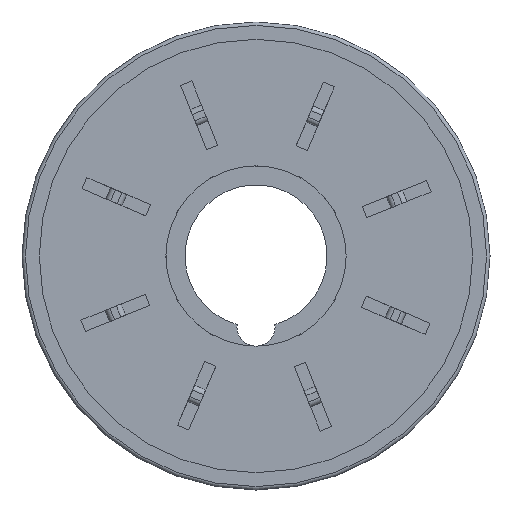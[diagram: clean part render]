
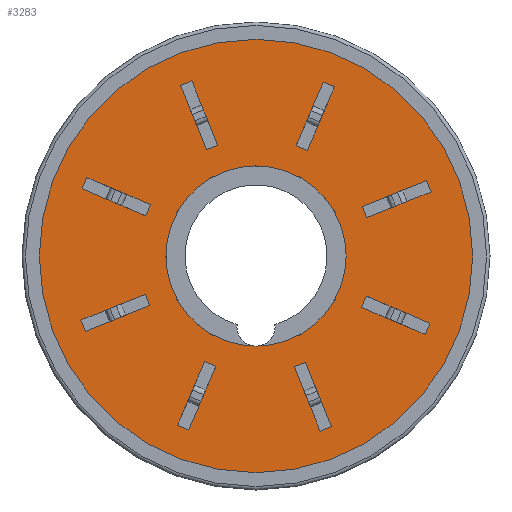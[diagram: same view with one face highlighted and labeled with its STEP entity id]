
A CAD part, front view. The second image highlights one B-rep face of the part: STEP entity #3283.
In plain terms, the highlighted planar face has unit normal (0, -1, 0).
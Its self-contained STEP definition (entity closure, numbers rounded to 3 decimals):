
#23=FACE_BOUND('',#429,.T.);
#80=PLANE('',#3543);
#237=FACE_OUTER_BOUND('',#428,.T.);
#428=EDGE_LOOP('',(#2515));
#429=EDGE_LOOP('',(#2516));
#1306=CIRCLE('',#3448,5.2);
#1353=CIRCLE('',#3542,12.5);
#1409=VERTEX_POINT('',#4682);
#1551=VERTEX_POINT('',#5058);
#1728=EDGE_CURVE('',#1409,#1409,#1306,.T.);
#1916=EDGE_CURVE('',#1551,#1551,#1353,.T.);
#2515=ORIENTED_EDGE('',*,*,#1916,.F.);
#2516=ORIENTED_EDGE('',*,*,#1728,.T.);
#3283=ADVANCED_FACE('',(#237,#23),#80,.F.);
#3448=AXIS2_PLACEMENT_3D('',#4683,#3768,#3769);
#3542=AXIS2_PLACEMENT_3D('',#5060,#4097,#4098);
#3543=AXIS2_PLACEMENT_3D('',#5061,#4099,#4100);
#3768=DIRECTION('center_axis',(0.,1.,0.));
#3769=DIRECTION('ref_axis',(-1.,0.,0.));
#4097=DIRECTION('center_axis',(0.,1.,0.));
#4098=DIRECTION('ref_axis',(-1.,0.,0.));
#4099=DIRECTION('center_axis',(0.,1.,0.));
#4100=DIRECTION('ref_axis',(0.,0.,1.));
#4682=CARTESIAN_POINT('',(5.2,-11.95,0.));
#4683=CARTESIAN_POINT('Origin',(0.,-11.95,0.));
#5058=CARTESIAN_POINT('',(12.5,-11.95,0.));
#5060=CARTESIAN_POINT('Origin',(0.,-11.95,0.));
#5061=CARTESIAN_POINT('Origin',(0.,-11.95,0.));
